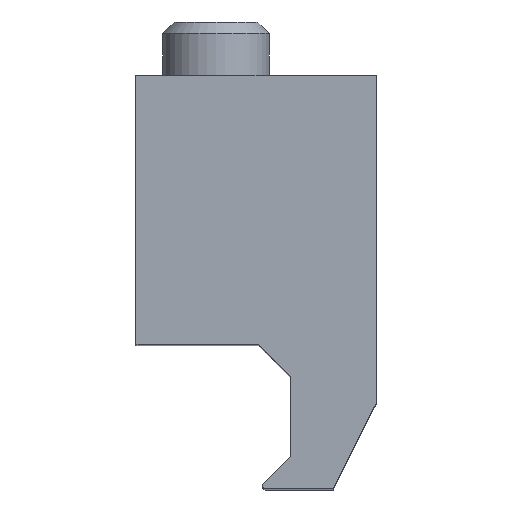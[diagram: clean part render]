
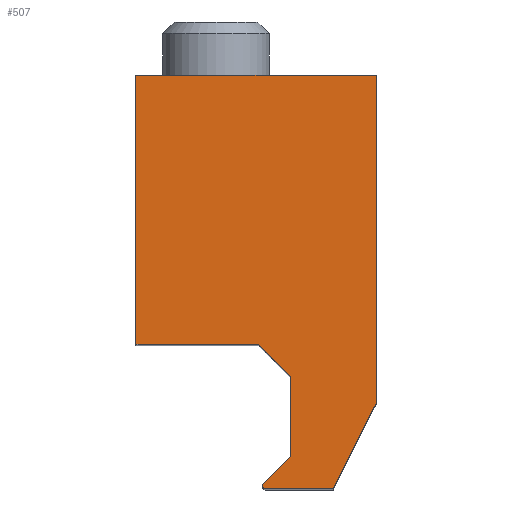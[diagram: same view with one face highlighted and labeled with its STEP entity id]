
A CAD part, top view. The second image highlights one B-rep face of the part: STEP entity #507.
In plain terms, the highlighted planar face has unit normal (0, 0, 1).
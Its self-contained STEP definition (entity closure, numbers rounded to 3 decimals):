
#34=PLANE('',#561);
#51=LINE('',#764,#100);
#55=LINE('',#775,#104);
#59=LINE('',#783,#108);
#62=LINE('',#789,#111);
#63=LINE('',#792,#112);
#67=LINE('',#800,#116);
#70=LINE('',#806,#119);
#73=LINE('',#814,#122);
#75=LINE('',#819,#124);
#100=VECTOR('',#609,1000.);
#104=VECTOR('',#617,1000.);
#108=VECTOR('',#625,1000.);
#111=VECTOR('',#630,1000.);
#112=VECTOR('',#635,1000.);
#116=VECTOR('',#643,1000.);
#119=VECTOR('',#648,1000.);
#122=VECTOR('',#655,1000.);
#124=VECTOR('',#661,1000.);
#203=ORIENTED_EDGE('',*,*,#290,.T.);
#204=ORIENTED_EDGE('',*,*,#295,.T.);
#205=ORIENTED_EDGE('',*,*,#300,.T.);
#206=ORIENTED_EDGE('',*,*,#303,.T.);
#207=ORIENTED_EDGE('',*,*,#305,.T.);
#208=ORIENTED_EDGE('',*,*,#285,.T.);
#209=ORIENTED_EDGE('',*,*,#310,.T.);
#210=ORIENTED_EDGE('',*,*,#313,.T.);
#211=ORIENTED_EDGE('',*,*,#317,.T.);
#212=ORIENTED_EDGE('',*,*,#320,.T.);
#285=EDGE_CURVE('',#352,#351,#394,.T.);
#290=EDGE_CURVE('',#357,#356,#51,.T.);
#295=EDGE_CURVE('',#356,#361,#55,.T.);
#300=EDGE_CURVE('',#361,#363,#59,.T.);
#303=EDGE_CURVE('',#363,#365,#62,.T.);
#305=EDGE_CURVE('',#365,#352,#63,.T.);
#310=EDGE_CURVE('',#351,#367,#67,.T.);
#313=EDGE_CURVE('',#367,#369,#70,.T.);
#317=EDGE_CURVE('',#369,#372,#73,.T.);
#320=EDGE_CURVE('',#372,#357,#75,.T.);
#351=VERTEX_POINT('',#752);
#352=VERTEX_POINT('',#754);
#356=VERTEX_POINT('',#763);
#357=VERTEX_POINT('',#765);
#361=VERTEX_POINT('',#774);
#363=VERTEX_POINT('',#782);
#365=VERTEX_POINT('',#788);
#367=VERTEX_POINT('',#799);
#369=VERTEX_POINT('',#805);
#372=VERTEX_POINT('',#813);
#394=CIRCLE('',#544,0.1);
#421=EDGE_LOOP('',(#203,#204,#205,#206,#207,#208,#209,#210,#211,#212));
#462=FACE_BOUND('',#421,.T.);
#507=ADVANCED_FACE('',(#462),#34,.T.);
#544=AXIS2_PLACEMENT_3D('',#753,#600,#601);
#561=AXIS2_PLACEMENT_3D('',#820,#662,#663);
#600=DIRECTION('',(0.,0.,1.));
#601=DIRECTION('',(1.,0.,0.));
#609=DIRECTION('',(0.,-1.,0.));
#617=DIRECTION('',(1.,0.,0.));
#625=DIRECTION('',(0.707,-0.707,0.));
#630=DIRECTION('',(0.,-1.,0.));
#635=DIRECTION('',(-0.707,-0.707,0.));
#643=DIRECTION('',(1.,0.,0.));
#648=DIRECTION('',(0.447,0.894,0.));
#655=DIRECTION('',(0.,1.,0.));
#661=DIRECTION('',(-1.,0.,0.));
#662=DIRECTION('',(0.,0.,1.));
#663=DIRECTION('',(1.,0.,0.));
#752=CARTESIAN_POINT('',(4.841,0.,17.));
#753=CARTESIAN_POINT('',(4.841,0.1,17.));
#754=CARTESIAN_POINT('',(4.771,0.171,17.));
#763=CARTESIAN_POINT('',(0.,5.4,17.));
#764=CARTESIAN_POINT('',(0.,15.5,17.));
#765=CARTESIAN_POINT('',(0.,15.5,17.));
#774=CARTESIAN_POINT('',(4.6,5.4,17.));
#775=CARTESIAN_POINT('',(0.,5.4,17.));
#782=CARTESIAN_POINT('',(5.8,4.2,17.));
#783=CARTESIAN_POINT('',(4.6,5.4,17.));
#788=CARTESIAN_POINT('',(5.8,1.2,17.));
#789=CARTESIAN_POINT('',(5.8,4.2,17.));
#792=CARTESIAN_POINT('',(5.8,1.2,17.));
#799=CARTESIAN_POINT('',(7.4,0.,17.));
#800=CARTESIAN_POINT('',(4.841,0.,17.));
#805=CARTESIAN_POINT('',(9.,3.2,17.));
#806=CARTESIAN_POINT('',(7.4,0.,17.));
#813=CARTESIAN_POINT('',(9.,15.5,17.));
#814=CARTESIAN_POINT('',(9.,3.2,17.));
#819=CARTESIAN_POINT('',(9.,15.5,17.));
#820=CARTESIAN_POINT('',(4.841,0.1,17.));
